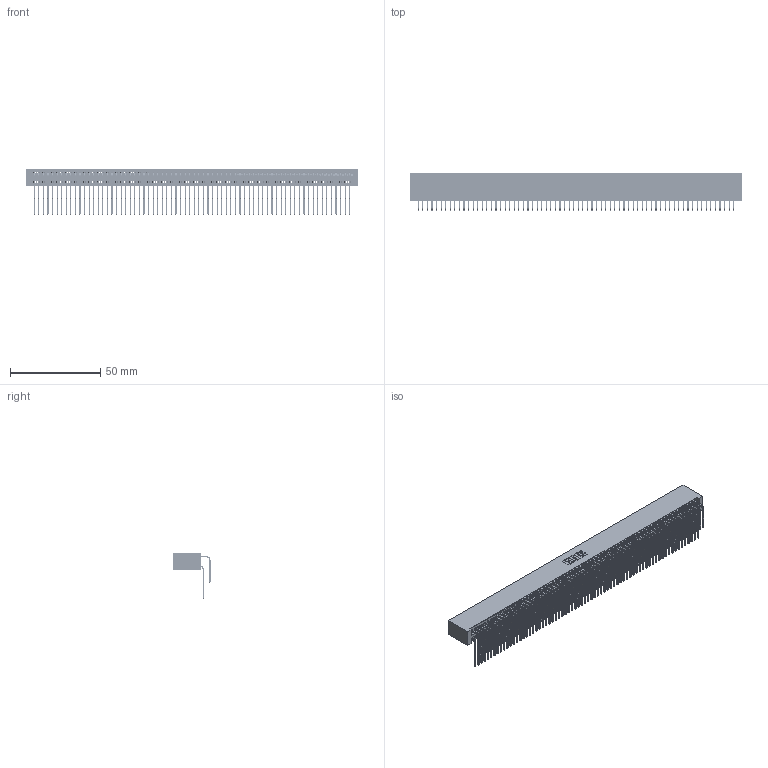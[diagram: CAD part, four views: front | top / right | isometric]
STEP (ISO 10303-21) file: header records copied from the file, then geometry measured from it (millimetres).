
FILE_DESCRIPTION (( 'STEP AP203' ), '1' );
FILE_NAME ('345-140-559-201.STEP', '2018-10-21T02:04:05', ( '' ), ( '' ), 'SwSTEP 2.0', 'SolidWorks 2016', '' );
FILE_SCHEMA (( 'CONFIG_CONTROL_DESIGN' ));
Length unit declared in the file: inch
Products named in the file (4): 345 Part_No Mounting Lugs; 345-292-001_559 Tail - 2; 345-140-559-201; 345-292-001_558 559 Tail - 1
Assembly tree (141 placements, depth 2):
  345-140-559-201
    345 Part_No Mounting Lugs
    345-292-001_558 559 Tail - 1  x70
    345-292-001_559 Tail - 2  x70
Bounding box: 184.4 x 20.56 x 25.53 mm (x, y, z)
Volume: 19802.8 mm3; surface area: 33697.5 mm2
Topology: 141 solids, 141 shells, 7398 faces, 22013 edges, 14490 vertices
Faces by surface type: plane 4976, cylinder 2422
Entity records: 52529 total; most frequent: CARTESIAN_POINT 8823, ORIENTED_EDGE 8706, DIRECTION 7713, EDGE_CURVE 4353, LINE 3909, VECTOR 3909, VERTEX_POINT 2898, AXIS2_PLACEMENT_3D 1902
